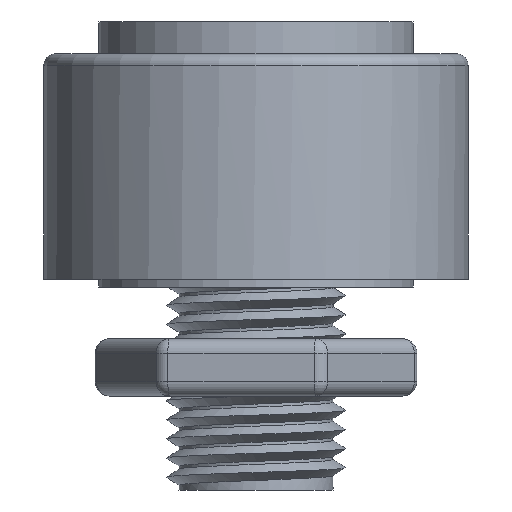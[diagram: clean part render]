
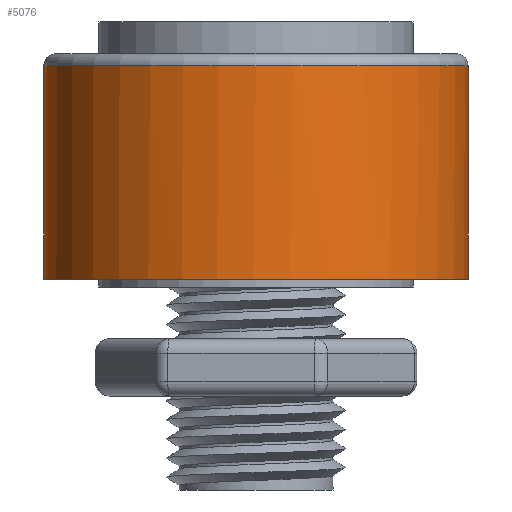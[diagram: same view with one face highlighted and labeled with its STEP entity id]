
A CAD part, front view. The second image highlights one B-rep face of the part: STEP entity #5076.
In plain terms, the highlighted cylindrical face has radius 6.769 mm (diameter 13.538 mm), a full revolution.
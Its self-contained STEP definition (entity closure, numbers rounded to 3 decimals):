
#943=ORIENTED_EDGE('',*,*,#1947,.T.);
#944=ORIENTED_EDGE('',*,*,#1942,.F.);
#945=ORIENTED_EDGE('',*,*,#1945,.F.);
#1942=EDGE_CURVE('',#2441,#2445,#2770,.T.);
#1945=EDGE_CURVE('',#2445,#2441,#2773,.T.);
#1947=EDGE_CURVE('',#2450,#2450,#2775,.T.);
#2441=VERTEX_POINT('',#7499);
#2445=VERTEX_POINT('',#7512);
#2450=VERTEX_POINT('',#7532);
#2770=CIRCLE('',#5343,6.769);
#2773=CIRCLE('',#5350,6.769);
#2775=CIRCLE('',#5354,6.769);
#2841=EDGE_LOOP('',(#943));
#2842=EDGE_LOOP('',(#944,#945));
#3114=FACE_BOUND('',#2841,.T.);
#3115=FACE_BOUND('',#2842,.T.);
#3371=CYLINDRICAL_SURFACE('',#5353,6.769);
#5076=ADVANCED_FACE('',(#3114,#3115),#3371,.T.);
#5343=AXIS2_PLACEMENT_3D('',#7517,#5632,#5633);
#5350=AXIS2_PLACEMENT_3D('',#7526,#5646,#5647);
#5353=AXIS2_PLACEMENT_3D('',#7530,#5652,#5653);
#5354=AXIS2_PLACEMENT_3D('',#7531,#5654,#5655);
#5632=DIRECTION('',(0.,0.,-1.));
#5633=DIRECTION('',(0.105,-0.995,0.));
#5646=DIRECTION('',(0.,0.,-1.));
#5647=DIRECTION('',(0.105,-0.995,0.));
#5652=DIRECTION('',(0.,0.,-1.));
#5653=DIRECTION('',(-1.,0.,0.));
#5654=DIRECTION('',(0.,0.,-1.));
#5655=DIRECTION('',(-1.,0.,0.));
#7499=CARTESIAN_POINT('',(-2.537,6.276,0.254));
#7512=CARTESIAN_POINT('',(2.537,6.276,0.254));
#7517=CARTESIAN_POINT('',(0.,0.,0.254));
#7526=CARTESIAN_POINT('',(0.,0.,0.254));
#7530=CARTESIAN_POINT('',(0.,0.,7.442));
#7531=CARTESIAN_POINT('',(0.,0.,7.064));
#7532=CARTESIAN_POINT('',(-6.769,0.,7.064));
